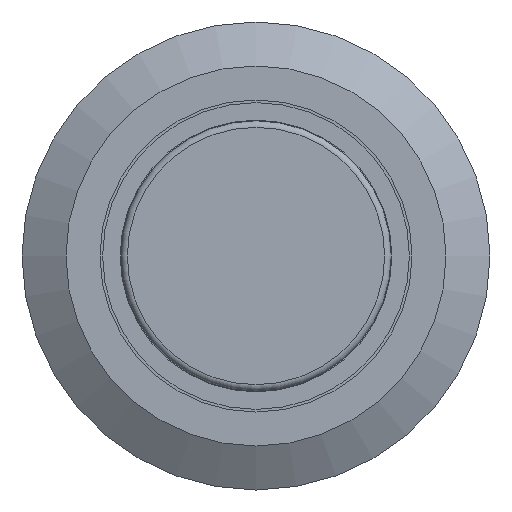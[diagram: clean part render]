
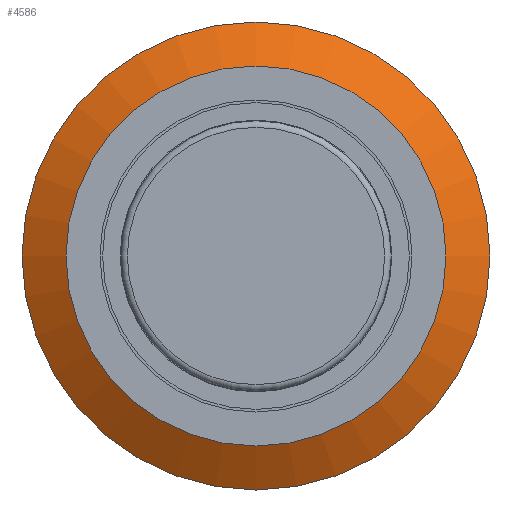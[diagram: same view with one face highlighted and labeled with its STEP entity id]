
A CAD part, left-side view. The second image highlights one B-rep face of the part: STEP entity #4586.
In plain terms, the highlighted conical face has half-angle 59.421 degrees and reference radius 25.4 mm.
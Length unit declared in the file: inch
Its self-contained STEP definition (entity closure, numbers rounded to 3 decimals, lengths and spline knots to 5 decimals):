
#4559=CARTESIAN_POINT('',(0.36185,0.0,0.0));
#4560=DIRECTION('',(1.0,0.0,0.0));
#4561=DIRECTION('',(0.0,0.0,1.0));
#4562=AXIS2_PLACEMENT_3D('',#4559,#4560,#4561);
#4563=CONICAL_SURFACE('',#4562,1.0,59.421);
#4564=CARTESIAN_POINT('',(-0.01969,0.35433,0.));
#4565=VERTEX_POINT('',#4564);
#4566=CARTESIAN_POINT('',(-0.01969,0.0,0.0));
#4567=DIRECTION('',(1.0,0.0,0.0));
#4568=DIRECTION('',(0.0,-1.0,0.0));
#4569=AXIS2_PLACEMENT_3D('',#4566,#4567,#4568);
#4570=CIRCLE('',#4569,0.35433);
#4571=EDGE_CURVE('',#4565,#4565,#4570,.T.);
#4572=ORIENTED_EDGE('',*,*,#4571,.F.);
#4573=EDGE_LOOP('',(#4572));
#4574=FACE_OUTER_BOUND('',#4573,.T.);
#4575=CARTESIAN_POINT('',(-0.05906,0.0,0.2877));
#4576=VERTEX_POINT('',#4575);
#4577=CARTESIAN_POINT('',(-0.05906,0.0,0.0));
#4578=DIRECTION('',(-1.0,0.0,0.0));
#4579=DIRECTION('',(0.0,0.0,1.0));
#4580=AXIS2_PLACEMENT_3D('',#4577,#4578,#4579);
#4581=CIRCLE('',#4580,0.2877);
#4582=EDGE_CURVE('',#4576,#4576,#4581,.T.);
#4583=ORIENTED_EDGE('',*,*,#4582,.F.);
#4584=EDGE_LOOP('',(#4583));
#4585=FACE_BOUND('',#4584,.T.);
#4586=ADVANCED_FACE('',(#4574,#4585),#4563,.T.);
